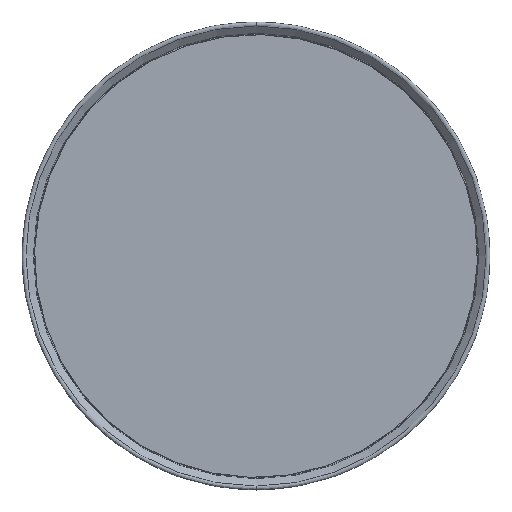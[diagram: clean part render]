
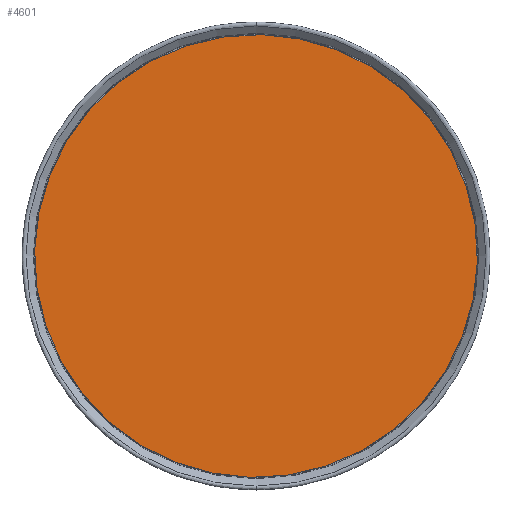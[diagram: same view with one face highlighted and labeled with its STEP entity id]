
A CAD part, top view. The second image highlights one B-rep face of the part: STEP entity #4601.
In plain terms, the highlighted planar face has unit normal (0, 0, 1).
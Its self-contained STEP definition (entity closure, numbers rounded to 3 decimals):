
#4176=CARTESIAN_POINT(' ',(-136.109,249.145,4.));
#4177=VERTEX_POINT(' ',#4176);
#4191=CARTESIAN_POINT(' ',(0.,0.,4.));
#4196=DIRECTION(' ',(0.,0.,1.));
#4201=DIRECTION(' ',(0.479,-0.878,0.));
#4206=AXIS2_PLACEMENT_3D(' ',#4191,#4196,#4201);
#4211=CIRCLE('',#4206,283.9);
#4216=CARTESIAN_POINT(' ',(136.109,-249.145,4.));
#4217=VERTEX_POINT(' ',#4216);
#4221=EDGE_CURVE(' ',#4217,#4177,#4211,.T.);
#4466=CARTESIAN_POINT(' ',(0.,0.,4.));
#4471=DIRECTION(' ',(0.,0.,1.));
#4476=DIRECTION(' ',(-0.479,0.878,0.));
#4481=AXIS2_PLACEMENT_3D(' ',#4466,#4471,#4476);
#4486=CIRCLE('',#4481,283.9);
#4491=EDGE_CURVE(' ',#4177,#4217,#4486,.T.);
#4556=DIRECTION(' ',(0.,0.,1.));
#4561=CARTESIAN_POINT(' ',(-293.614,-293.614,4.));
#4566=DIRECTION(' ',(1.,0.,0.));
#4571=AXIS2_PLACEMENT_3D(' ',#4561,#4556,#4566);
#4576=PLANE('',#4571);
#4581=ORIENTED_EDGE(' ',*,*,#4491,.T.);
#4586=ORIENTED_EDGE(' ',*,*,#4221,.T.);
#4591=EDGE_LOOP(' ',(#4581,#4586));
#4596=FACE_OUTER_BOUND(' ',#4591,.T.);
#4601=ADVANCED_FACE('',(#4596),#4576,.T.);
